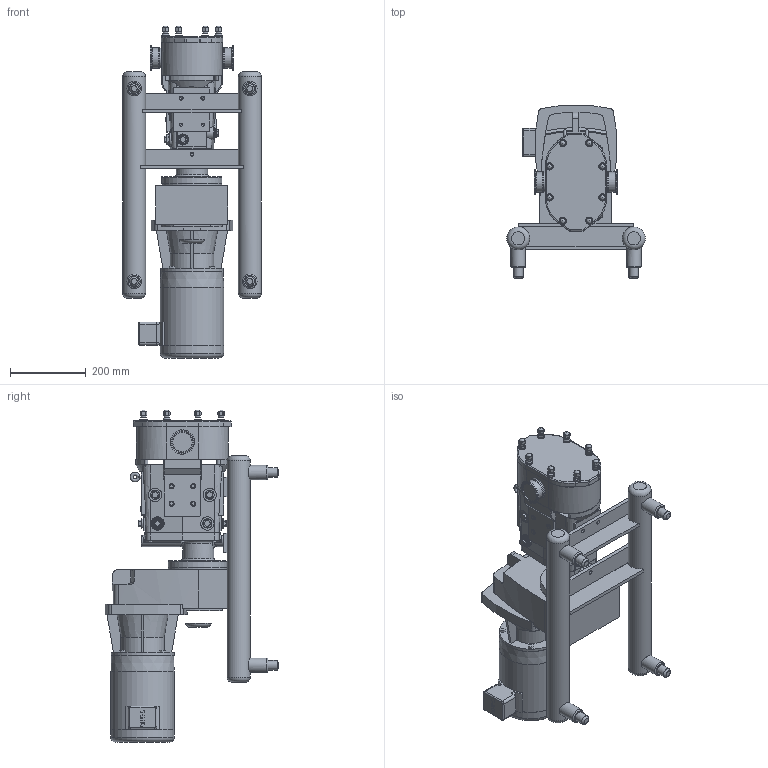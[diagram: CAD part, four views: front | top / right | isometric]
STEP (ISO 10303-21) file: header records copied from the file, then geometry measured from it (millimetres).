
FILE_DESCRIPTION(/* description */ (''),/* implementation_level */ '2;1');
FILE_NAME(/* name */ 'U3_040U3_56C_2.0x2.0_S-Line_0.5HP_LH_SM.stp',/* time_stamp */ '2021-05-24T19:12:24+06:00',/* author */ ('trtmhr'),/* organization */ (''),/* preprocessor_version */ 'ST-DEVELOPER v18.1',/* originating_system */ 'Autodesk Inventor 2020',/* authorisation */ '');
FILE_SCHEMA (('AUTOMOTIVE_DESIGN { 1 0 10303 214 3 1 1 }'));
Length unit declared in the file: inch
Products named in the file (1): U3_040U3_56C_2.0x2.0_S-Line_0.5HP_LH_SM
Bounding box: 365.12 x 458.45 x 875.41 mm (x, y, z)
Volume: 26986527.2 mm3; surface area: 1237470.3 mm2
Topology: 4 solids, 4 shells, 1005 faces, 2743 edges, 1813 vertices
Faces by surface type: plane 498, cylinder 284, torus 79, cone 72, bspline 60, sphere 12
Full cylindrical faces by diameter (mm): 7.62 x2, 7.798 x1, 7.95 x4, 10.312 x3, 14.275 x8, 15.24 x1, 19.05 x8, 23.876 x3, 25.4 x9, 29.21 x2, 31.75 x3, 35.052 x6, 38.1 x4, 50.8 x2, 53.188 x4, 54.204 x2, 64.008 x2, 82.55 x1, 158.217 x1, 158.242 x1, 165.989 x1, 167.945 x1, 167.97 x1
Entity records: 33771 total; most frequent: CARTESIAN_POINT 7992, ORIENTED_EDGE 5452, DIRECTION 5421, EDGE_CURVE 2726, AXIS2_PLACEMENT_3D 2051, VERTEX_POINT 1813, LINE 1319, VECTOR 1319
